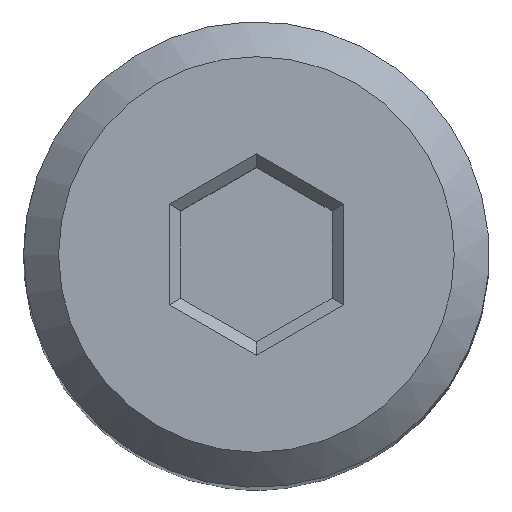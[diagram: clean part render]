
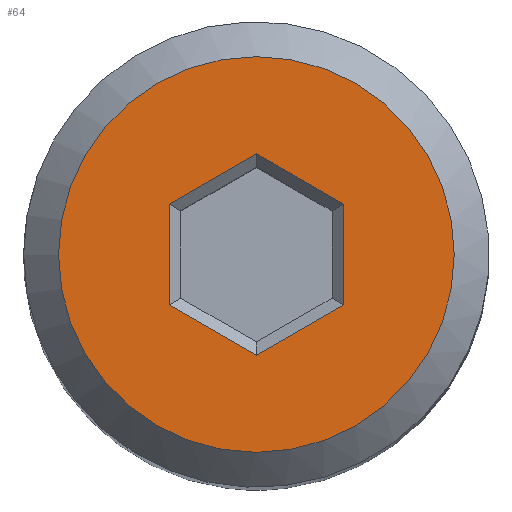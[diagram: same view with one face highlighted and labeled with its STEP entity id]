
A CAD part, top view. The second image highlights one B-rep face of the part: STEP entity #64.
In plain terms, the highlighted planar face has unit normal (0, 0, 1).
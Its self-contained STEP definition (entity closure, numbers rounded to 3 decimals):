
#64 = ADVANCED_FACE( '', ( #145, #146 ), #147, .F. );
#145 = FACE_BOUND( '', #240, .T. );
#146 = FACE_OUTER_BOUND( '', #241, .T. );
#147 = PLANE( '', #242 );
#240 = EDGE_LOOP( '', ( #364, #365, #366, #367, #368, #369 ) );
#241 = EDGE_LOOP( '', ( #370 ) );
#242 = AXIS2_PLACEMENT_3D( '', #371, #372, #373 );
#364 = ORIENTED_EDGE( '', *, *, #580, .T. );
#365 = ORIENTED_EDGE( '', *, *, #581, .T. );
#366 = ORIENTED_EDGE( '', *, *, #582, .T. );
#367 = ORIENTED_EDGE( '', *, *, #583, .T. );
#368 = ORIENTED_EDGE( '', *, *, #584, .T. );
#369 = ORIENTED_EDGE( '', *, *, #585, .T. );
#370 = ORIENTED_EDGE( '', *, *, #586, .T. );
#371 = CARTESIAN_POINT( '', ( 2., 0., 16.5 ) );
#372 = DIRECTION( '', ( 0., 0., -1. ) );
#373 = DIRECTION( '', ( -1., 0., 0. ) );
#580 = EDGE_CURVE( '', #695, #696, #697, .T. );
#581 = EDGE_CURVE( '', #696, #698, #699, .T. );
#582 = EDGE_CURVE( '', #698, #700, #701, .T. );
#583 = EDGE_CURVE( '', #700, #702, #703, .T. );
#584 = EDGE_CURVE( '', #702, #704, #705, .T. );
#585 = EDGE_CURVE( '', #704, #695, #706, .T. );
#586 = EDGE_CURVE( '', #707, #707, #708, .F. );
#695 = VERTEX_POINT( '', #847 );
#696 = VERTEX_POINT( '', #848 );
#697 = LINE( '', #849, #850 );
#698 = VERTEX_POINT( '', #851 );
#699 = LINE( '', #852, #853 );
#700 = VERTEX_POINT( '', #854 );
#701 = LINE( '', #855, #856 );
#702 = VERTEX_POINT( '', #857 );
#703 = LINE( '', #858, #859 );
#704 = VERTEX_POINT( '', #860 );
#705 = LINE( '', #861, #862 );
#706 = LINE( '', #863, #864 );
#707 = VERTEX_POINT( '', #865 );
#708 = CIRCLE( '', #866, 1.7 );
#847 = CARTESIAN_POINT( '', ( 0.75, -0.433, 16.5 ) );
#848 = CARTESIAN_POINT( '', ( 0., -0.866, 16.5 ) );
#849 = CARTESIAN_POINT( '', ( 1.875, 0.217, 16.5 ) );
#850 = VECTOR( '', #1006, 1000. );
#851 = CARTESIAN_POINT( '', ( -0.75, -0.433, 16.5 ) );
#852 = CARTESIAN_POINT( '', ( 1.125, -1.516, 16.5 ) );
#853 = VECTOR( '', #1007, 1000. );
#854 = CARTESIAN_POINT( '', ( -0.75, 0.433, 16.5 ) );
#855 = CARTESIAN_POINT( '', ( -0.75, 0., 16.5 ) );
#856 = VECTOR( '', #1008, 1000. );
#857 = CARTESIAN_POINT( '', ( 0., 0.866, 16.5 ) );
#858 = CARTESIAN_POINT( '', ( 1.125, 1.516, 16.5 ) );
#859 = VECTOR( '', #1009, 1000. );
#860 = CARTESIAN_POINT( '', ( 0.75, 0.433, 16.5 ) );
#861 = CARTESIAN_POINT( '', ( 1.875, -0.217, 16.5 ) );
#862 = VECTOR( '', #1010, 1000. );
#863 = CARTESIAN_POINT( '', ( 0.75, 0., 16.5 ) );
#864 = VECTOR( '', #1011, 1000. );
#865 = CARTESIAN_POINT( '', ( -1.7, 0., 16.5 ) );
#866 = AXIS2_PLACEMENT_3D( '', #1012, #1013, #1014 );
#1006 = DIRECTION( '', ( -0.866, -0.5, 0. ) );
#1007 = DIRECTION( '', ( -0.866, 0.5, 0. ) );
#1008 = DIRECTION( '', ( 0., 1., 0. ) );
#1009 = DIRECTION( '', ( 0.866, 0.5, 0. ) );
#1010 = DIRECTION( '', ( 0.866, -0.5, 0. ) );
#1011 = DIRECTION( '', ( 0., -1., 0. ) );
#1012 = CARTESIAN_POINT( '', ( 0., 0., 16.5 ) );
#1013 = DIRECTION( '', ( 0., 0., -1. ) );
#1014 = DIRECTION( '', ( -1., 0., 0. ) );
